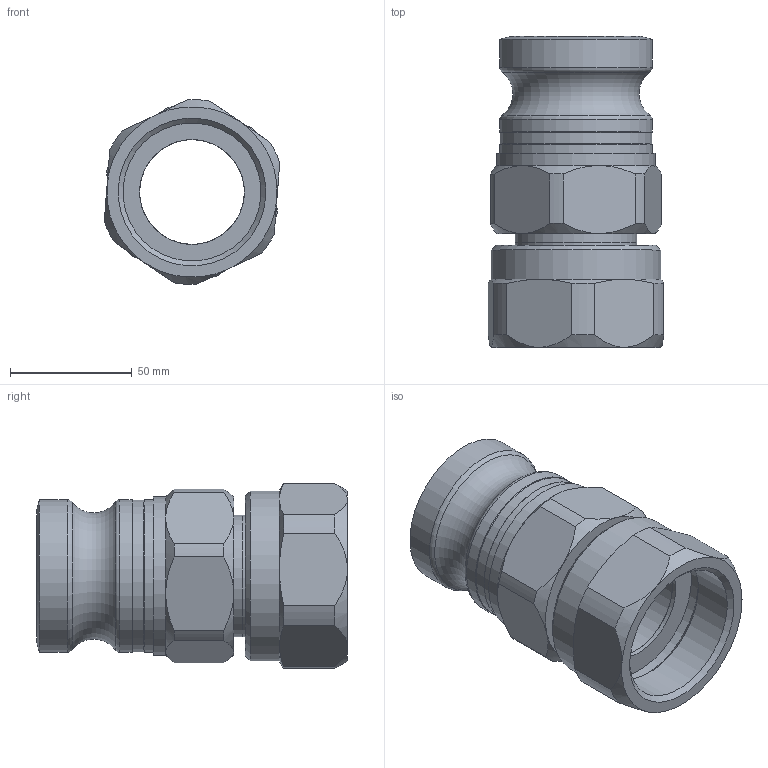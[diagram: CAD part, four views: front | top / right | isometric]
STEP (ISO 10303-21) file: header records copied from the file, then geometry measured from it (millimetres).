
FILE_DESCRIPTION(/* description */ ('MÖRTELSCHLAUCHKUPPLUNG'),/* implementation_level */ '2;1');
FILE_NAME(/* name */ 'VIG 20_50-DR-N.stp',/* time_stamp */ '2020-07-17T11:30:08+02:00',/* author */ ('schnellinger'),/* organization */ (''),/* preprocessor_version */ 'ST-DEVELOPER v17',/* originating_system */ 'Autodesk Inventor 2018',/* authorisation */ '');
FILE_SCHEMA (('AUTOMOTIVE_DESIGN { 1 0 10303 214 3 1 1 }'));
Length unit declared in the file: millimetre
Products named in the file (8): LUE_00025874; ENG-002066; ENG-002068; ENG-002070; ENG-002123; ENG-002064; ENG-007060; ENG-002074
Assembly tree (7 placements, depth 2):
  LUE_00025874
    ENG-002066
    ENG-002068
    ENG-002070
    ENG-002123
    ENG-002064
    ENG-007060
    ENG-002074
Bounding box: 72.08 x 127.7 x 75.95 mm (x, y, z)
Volume: 219561.6 mm3; surface area: 90117.3 mm2
Topology: 7 solids, 7 shells, 126 faces, 314 edges, 211 vertices
Faces by surface type: cylinder 45, cone 40, plane 35, torus 6
Full cylindrical faces by diameter (mm): 43 x4, 47 x1, 47.5 x1, 47.9 x2, 48.2 x1, 48.376 x1, 49 x1, 50 x2, 50.3 x1, 50.5 x2, 50.6 x2, 53.5 x1, 53.67 x1, 54 x1, 55 x1, 56.656 x1, 57 x1, 59 x1, 60 x1, 61 x1, 62.5 x1, 63 x3, 65 x1, 70 x1
Entity records: 4301 total; most frequent: CARTESIAN_POINT 762, DIRECTION 741, ORIENTED_EDGE 628, AXIS2_PLACEMENT_3D 334, EDGE_CURVE 314, VERTEX_POINT 211, CIRCLE 193, EDGE_LOOP 149
